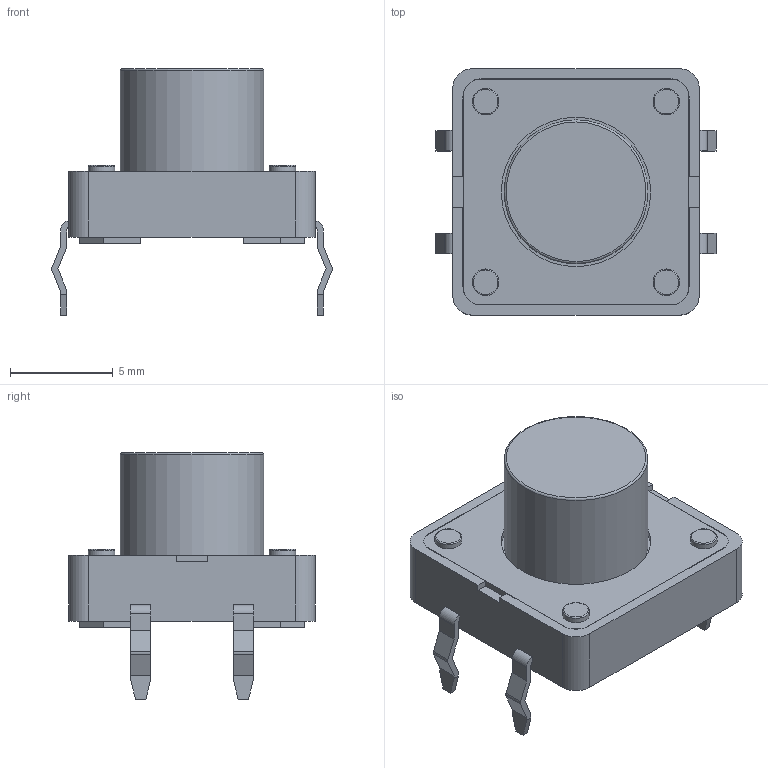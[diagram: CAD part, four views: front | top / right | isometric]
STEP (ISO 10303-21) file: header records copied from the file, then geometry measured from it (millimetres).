
FILE_DESCRIPTION(/* description */ ('model of SW_PUSH-12mm_Wuerth-430476085716'),/* implementation_level */ '2;1');
FILE_NAME(/* name */ 'SW_PUSH-12mm_Wuerth-430476085716.step',/* time_stamp */ '2020-10-28T17:47:43',/* author */ ('kicad StepUp','ksu'),/* organization */ ('FreeCAD'),/* preprocessor_version */ 'OCC',/* originating_system */ 'kicad StepUp',/* authorisation */ '');
FILE_SCHEMA(('AUTOMOTIVE_DESIGN { 1 0 10303 214 1 1 1 1 }'));
Length unit declared in the file: millimetre
Products named in the file (1): SW_PUSH_12mm_Wuerth_430476085716
Bounding box: 13.67 x 12 x 12 mm (x, y, z)
Volume: 666.1 mm3; surface area: 646.3 mm2
Topology: 1 solids, 1 shells, 148 faces, 388 edges, 257 vertices
Faces by surface type: plane 105, cylinder 38, torus 5
Full cylindrical faces by diameter (mm): 1.3 x4, 7 x1, 7.28 x1
Entity records: 5589 total; most frequent: CARTESIAN_POINT 794, ORIENTED_EDGE 776, DIRECTION 772, EDGE_CURVE 388, LINE 302, VECTOR 302, VERTEX_POINT 257, AXIS2_PLACEMENT_3D 235
